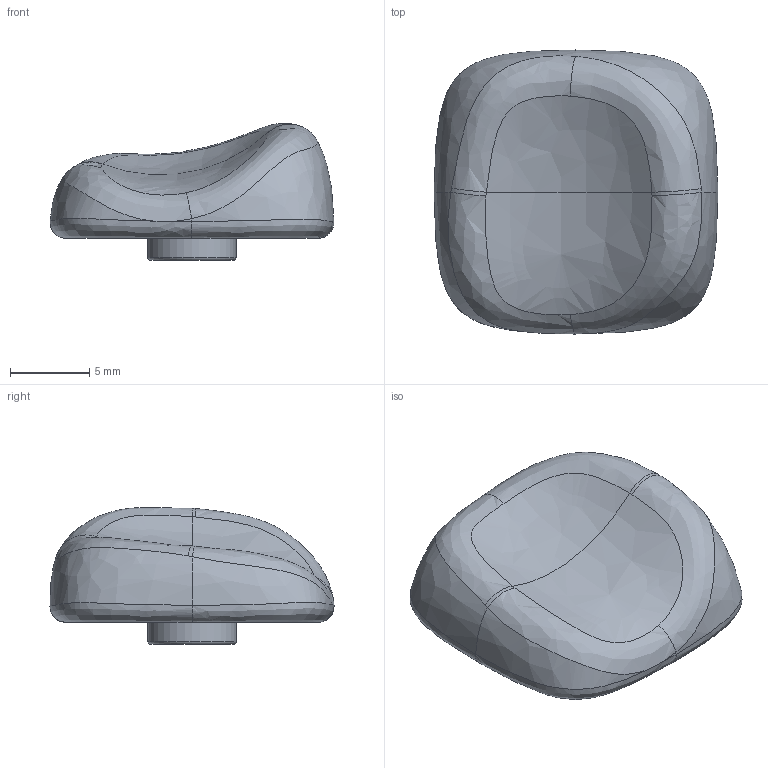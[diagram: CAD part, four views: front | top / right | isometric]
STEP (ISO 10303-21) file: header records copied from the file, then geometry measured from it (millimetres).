
FILE_DESCRIPTION(/* description */ (''),/* implementation_level */ '2;1');
FILE_NAME(/* name */ 'Thumb_Right.step',/* time_stamp */ '2024-10-08T19:47:59+05:00',/* author */ (''),/* organization */ (''),/* preprocessor_version */ 'ST-DEVELOPER v20',/* originating_system */ 'Autodesk Translation Framework v13.20.0.188',/* authorisation */ '');
FILE_SCHEMA (('AUTOMOTIVE_DESIGN { 1 0 10303 214 3 1 1 }'));
Length unit declared in the file: millimetre
Products named in the file (1): (Unsaved)
Bounding box: 17.95 x 17.97 x 8.66 mm (x, y, z)
Volume: 918.1 mm3; surface area: 1023.1 mm2
Topology: 1 solids, 1 shells, 134 faces, 328 edges, 198 vertices
Faces by surface type: bspline 90, cylinder 26, plane 15, torus 3
Full cylindrical faces by diameter (mm): 5.6 x1
Entity records: 7893 total; most frequent: CARTESIAN_POINT 5077, ORIENTED_EDGE 656, DIRECTION 471, EDGE_CURVE 328, AXIS2_PLACEMENT_3D 205, VERTEX_POINT 198, CIRCLE 160, EDGE_LOOP 136
